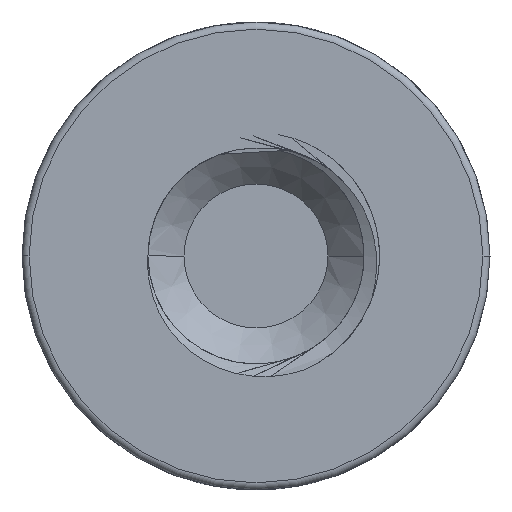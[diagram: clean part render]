
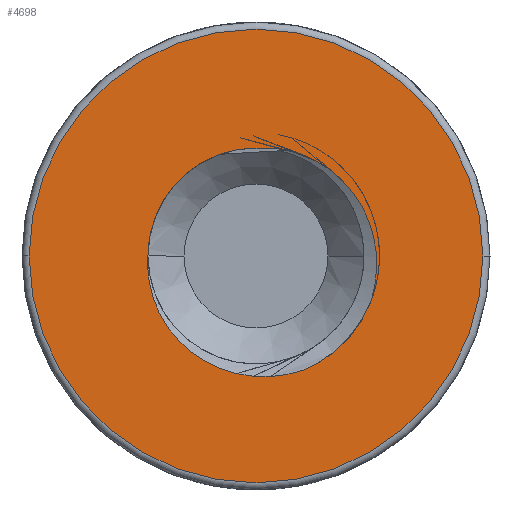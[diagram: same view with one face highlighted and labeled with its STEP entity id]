
A CAD part, left-side view. The second image highlights one B-rep face of the part: STEP entity #4698.
In plain terms, the highlighted planar face has unit normal (-1, 0, 0).
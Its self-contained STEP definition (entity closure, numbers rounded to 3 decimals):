
#21 = CARTESIAN_POINT ( 'NONE',  ( 15.035, -2.686, 1.916 ) ) ;
#95 = CARTESIAN_POINT ( 'NONE',  ( 15.035, -2.104, 2.45 ) ) ;
#101 = CARTESIAN_POINT ( 'NONE',  ( 15.035, -2.832, -2.095 ) ) ;
#147 = CARTESIAN_POINT ( 'NONE',  ( 15.035, -0.908, -3.312 ) ) ;
#256 = VERTEX_POINT ( 'NONE', #704 ) ;
#292 = CARTESIAN_POINT ( 'NONE',  ( 15.035, -0.103, 0. ) ) ;
#331 = DIRECTION ( 'NONE',  ( -1., 0., 0. ) ) ;
#362 = EDGE_CURVE ( 'NONE', #256, #537, #2596, .T. ) ;
#443 = CIRCLE ( 'NONE', #1481, 6.3 ) ;
#497 = DIRECTION ( 'NONE',  ( 0., -1., 0. ) ) ;
#537 = VERTEX_POINT ( 'NONE', #5741 ) ;
#553 = AXIS2_PLACEMENT_3D ( 'NONE', #4291, #331, #6263 ) ;
#704 = CARTESIAN_POINT ( 'NONE',  ( 15.035, -3.275, -1.314 ) ) ;
#830 = ORIENTED_EDGE ( 'NONE', *, *, #3332, .T. ) ;
#1114 = PLANE ( 'NONE',  #1835 ) ;
#1129 = CARTESIAN_POINT ( 'NONE',  ( 15.035, -3.361, -1.062 ) ) ;
#1256 = EDGE_CURVE ( 'NONE', #5492, #6726, #3662, .T. ) ;
#1262 = EDGE_CURVE ( 'NONE', #6726, #5492, #443, .T. ) ;
#1331 = CARTESIAN_POINT ( 'NONE',  ( 15.035, 2.006, -2.403 ) ) ;
#1365 = VERTEX_POINT ( 'NONE', #2451 ) ;
#1417 = ORIENTED_EDGE ( 'NONE', *, *, #5396, .F. ) ;
#1431 = CARTESIAN_POINT ( 'NONE',  ( 15.035, 2.897, 0. ) ) ;
#1481 = AXIS2_PLACEMENT_3D ( 'NONE', #292, #3063, #6840 ) ;
#1643 = CARTESIAN_POINT ( 'NONE',  ( 15.035, -1.02, 2.929 ) ) ;
#1678 = CARTESIAN_POINT ( 'NONE',  ( 15.035, -1.149, 2.896 ) ) ;
#1688 = CARTESIAN_POINT ( 'NONE',  ( 15.035, 6.197, 0. ) ) ;
#1714 = CARTESIAN_POINT ( 'NONE',  ( 15.035, -0.103, 3. ) ) ;
#1747 = CARTESIAN_POINT ( 'NONE',  ( 15.035, -3.466, -0.28 ) ) ;
#1835 = AXIS2_PLACEMENT_3D ( 'NONE', #2637, #3307, #5465 ) ;
#2030 = B_SPLINE_CURVE_WITH_KNOTS ( 'NONE', 3,
 ( #4582, #3412, #147, #4546, #2380, #4617, #6732, #3956, #4509, #3524, #3985, #6227, #1331, #3447, #4057, #6805, #2877, #5677, #6771, #5564 ),
 .UNSPECIFIED., .F., .F.,
 ( 4, 2, 2, 2, 2, 2, 2, 2, 2, 4 ),
 ( 0., 0.001, 0.002, 0.002, 0.002, 0.003, 0.004, 0.005, 0.006, 0.006 ),
 .UNSPECIFIED. ) ;
#2215 = CARTESIAN_POINT ( 'NONE',  ( 15.035, -2.996, 1.486 ) ) ;
#2285 = CARTESIAN_POINT ( 'NONE',  ( 15.035, -2.506, 2.11 ) ) ;
#2290 = CARTESIAN_POINT ( 'NONE',  ( 15.035, -2.688, -2.271 ) ) ;
#2369 = CARTESIAN_POINT ( 'NONE',  ( 15.035, -2.199, -2.728 ) ) ;
#2380 = CARTESIAN_POINT ( 'NONE',  ( 15.035, -0.116, -3.358 ) ) ;
#2451 = CARTESIAN_POINT ( 'NONE',  ( 15.035, -0.103, 3. ) ) ;
#2596 = B_SPLINE_CURVE_WITH_KNOTS ( 'NONE', 3,
 ( #2976, #4991, #5133, #101, #2290, #3943, #2369, #4464, #3402, #5551 ),
 .UNSPECIFIED., .F., .F.,
 ( 4, 2, 2, 2, 4 ),
 ( 0., 0.001, 0.001, 0.002, 0.003 ),
 .UNSPECIFIED. ) ;
#2637 = CARTESIAN_POINT ( 'NONE',  ( 15.035, 2.897, 0. ) ) ;
#2647 = CIRCLE ( 'NONE', #5812, 3. ) ;
#2774 = FACE_BOUND ( 'NONE', #4624, .T. ) ;
#2877 = CARTESIAN_POINT ( 'NONE',  ( 15.035, 2.8, -1.05 ) ) ;
#2976 = CARTESIAN_POINT ( 'NONE',  ( 15.035, -3.275, -1.314 ) ) ;
#3063 = DIRECTION ( 'NONE',  ( -1., 0., 0. ) ) ;
#3307 = DIRECTION ( 'NONE',  ( 1., 0., 0. ) ) ;
#3332 = EDGE_CURVE ( 'NONE', #537, #3928, #2030, .T. ) ;
#3360 = CARTESIAN_POINT ( 'NONE',  ( 15.035, -1.523, 2.765 ) ) ;
#3402 = CARTESIAN_POINT ( 'NONE',  ( 15.035, -1.626, -3.085 ) ) ;
#3412 = CARTESIAN_POINT ( 'NONE',  ( 15.035, -1.165, -3.257 ) ) ;
#3447 = CARTESIAN_POINT ( 'NONE',  ( 15.035, 2.345, -2.002 ) ) ;
#3524 = CARTESIAN_POINT ( 'NONE',  ( 15.035, 1.152, -3.02 ) ) ;
#3623 = EDGE_CURVE ( 'NONE', #1365, #256, #6887, .T. ) ;
#3631 = ORIENTED_EDGE ( 'NONE', *, *, #362, .T. ) ;
#3662 = CIRCLE ( 'NONE', #553, 6.3 ) ;
#3702 = CARTESIAN_POINT ( 'NONE',  ( 15.035, -6.403, 0. ) ) ;
#3771 = CARTESIAN_POINT ( 'NONE',  ( 15.035, -0.103, 0. ) ) ;
#3831 = CARTESIAN_POINT ( 'NONE',  ( 15.035, -1.401, 2.814 ) ) ;
#3865 = CARTESIAN_POINT ( 'NONE',  ( 15.035, -3.389, 0.508 ) ) ;
#3928 = VERTEX_POINT ( 'NONE', #1431 ) ;
#3938 = CARTESIAN_POINT ( 'NONE',  ( 15.035, -3.415, -0.805 ) ) ;
#3943 = CARTESIAN_POINT ( 'NONE',  ( 15.035, -2.372, -2.587 ) ) ;
#3956 = CARTESIAN_POINT ( 'NONE',  ( 15.035, 0.658, -3.209 ) ) ;
#3985 = CARTESIAN_POINT ( 'NONE',  ( 15.035, 1.382, -2.893 ) ) ;
#4057 = CARTESIAN_POINT ( 'NONE',  ( 15.035, 2.491, -1.776 ) ) ;
#4291 = CARTESIAN_POINT ( 'NONE',  ( 15.035, -0.103, 0. ) ) ;
#4390 = CARTESIAN_POINT ( 'NONE',  ( 15.035, -3.123, 1.256 ) ) ;
#4460 = CARTESIAN_POINT ( 'NONE',  ( 15.035, -3.32, 0.766 ) ) ;
#4464 = CARTESIAN_POINT ( 'NONE',  ( 15.035, -1.826, -2.978 ) ) ;
#4509 = CARTESIAN_POINT ( 'NONE',  ( 15.035, 0.785, -3.167 ) ) ;
#4546 = CARTESIAN_POINT ( 'NONE',  ( 15.035, -0.384, -3.363 ) ) ;
#4582 = CARTESIAN_POINT ( 'NONE',  ( 15.035, -1.417, -3.172 ) ) ;
#4617 = CARTESIAN_POINT ( 'NONE',  ( 15.035, 0.274, -3.303 ) ) ;
#4624 = EDGE_LOOP ( 'NONE', ( #1417, #5391, #3631, #830 ) ) ;
#4698 = ADVANCED_FACE ( 'NONE', ( #2774, #6003 ), #1114, .F. ) ;
#4991 = CARTESIAN_POINT ( 'NONE',  ( 15.035, -3.189, -1.523 ) ) ;
#5106 = ORIENTED_EDGE ( 'NONE', *, *, #1262, .T. ) ;
#5133 = CARTESIAN_POINT ( 'NONE',  ( 15.035, -3.082, -1.722 ) ) ;
#5391 = ORIENTED_EDGE ( 'NONE', *, *, #3623, .T. ) ;
#5396 = EDGE_CURVE ( 'NONE', #1365, #3928, #2647, .T. ) ;
#5465 = DIRECTION ( 'NONE',  ( 0., 1., 0. ) ) ;
#5492 = VERTEX_POINT ( 'NONE', #1688 ) ;
#5551 = CARTESIAN_POINT ( 'NONE',  ( 15.035, -1.417, -3.172 ) ) ;
#5564 = CARTESIAN_POINT ( 'NONE',  ( 15.035, 2.897, 0. ) ) ;
#5677 = CARTESIAN_POINT ( 'NONE',  ( 15.035, 2.899, -0.529 ) ) ;
#5741 = CARTESIAN_POINT ( 'NONE',  ( 15.035, -1.417, -3.172 ) ) ;
#5812 = AXIS2_PLACEMENT_3D ( 'NONE', #3771, #6979, #497 ) ;
#5984 = CARTESIAN_POINT ( 'NONE',  ( 15.035, -1.878, 2.596 ) ) ;
#6003 = FACE_OUTER_BOUND ( 'NONE', #6443, .T. ) ;
#6019 = CARTESIAN_POINT ( 'NONE',  ( 15.035, -3.461, -0.012 ) ) ;
#6055 = CARTESIAN_POINT ( 'NONE',  ( 15.035, -0.369, 3.019 ) ) ;
#6227 = CARTESIAN_POINT ( 'NONE',  ( 15.035, 1.811, -2.583 ) ) ;
#6263 = DIRECTION ( 'NONE',  ( 0., -1., 0. ) ) ;
#6443 = EDGE_LOOP ( 'NONE', ( #5106, #6736 ) ) ;
#6536 = CARTESIAN_POINT ( 'NONE',  ( 15.035, -0.631, 3.003 ) ) ;
#6726 = VERTEX_POINT ( 'NONE', #3702 ) ;
#6732 = CARTESIAN_POINT ( 'NONE',  ( 15.035, 0.403, -3.277 ) ) ;
#6736 = ORIENTED_EDGE ( 'NONE', *, *, #1256, .T. ) ;
#6771 = CARTESIAN_POINT ( 'NONE',  ( 15.035, 2.915, -0.266 ) ) ;
#6805 = CARTESIAN_POINT ( 'NONE',  ( 15.035, 2.717, -1.302 ) ) ;
#6840 = DIRECTION ( 'NONE',  ( 0., -1., 0. ) ) ;
#6887 = B_SPLINE_CURVE_WITH_KNOTS ( 'NONE', 3,
 ( #1714, #6055, #6536, #1643, #1678, #3831, #3360, #5984, #95, #2285, #21, #2215, #4390, #4460, #3865, #6019, #1747, #3938, #1129, #7063 ),
 .UNSPECIFIED., .F., .F.,
 ( 4, 2, 2, 2, 2, 2, 2, 2, 2, 4 ),
 ( 0., 0.001, 0.001, 0.002, 0.002, 0.003, 0.004, 0.005, 0.006, 0.006 ),
 .UNSPECIFIED. ) ;
#6979 = DIRECTION ( 'NONE',  ( -1., 0., 0. ) ) ;
#7063 = CARTESIAN_POINT ( 'NONE',  ( 15.035, -3.275, -1.314 ) ) ;
